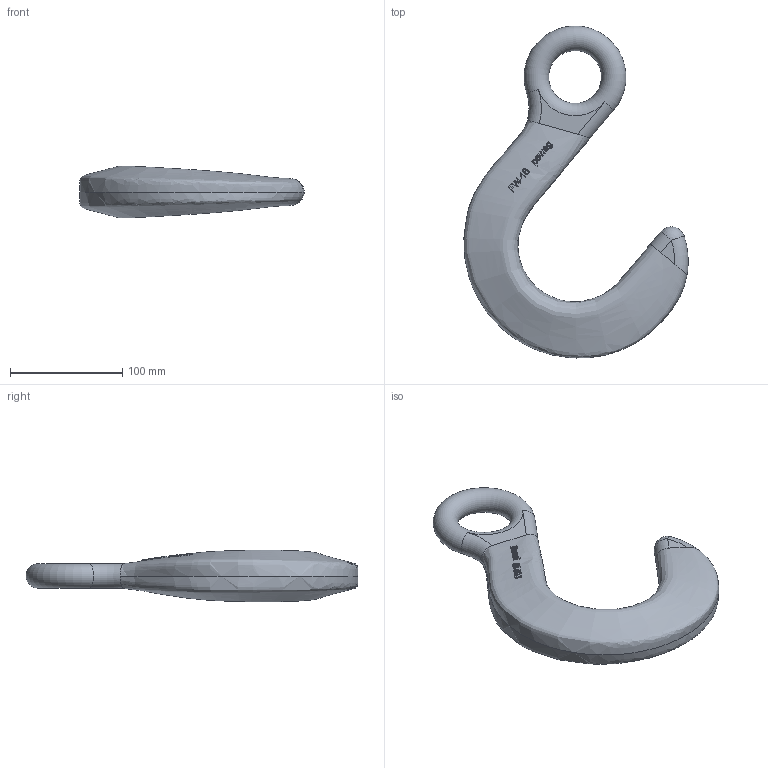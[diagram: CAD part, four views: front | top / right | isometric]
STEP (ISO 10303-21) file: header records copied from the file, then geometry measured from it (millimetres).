
FILE_DESCRIPTION(/* description */ (''),/* implementation_level */ '2;1');
FILE_NAME(/* name */ 'pewag_FW_16',/* time_stamp */ '2010-01-25T12:14:20+01:00',/* author */ (''),/* organization */ (''),/* preprocessor_version */ 'ST-DEVELOPER v9',/* originating_system */ 'UGS - NX 4.0',/* authorisation */ '');
FILE_SCHEMA (('AUTOMOTIVE_DESIGN { 1 0 10303 214 1 1 1 1 }'));
Length unit declared in the file: millimetre
Products named in the file (1): rit415Fsg0u
Bounding box: 199.98 x 296.04 x 46.09 mm (x, y, z)
Volume: 648235.6 mm3; surface area: 70113.5 mm2
Topology: 1 solids, 1 shells, 172 faces, 470 edges, 311 vertices
Faces by surface type: extrusion 90, plane 60, bspline 16, torus 3, cylinder 2, sphere 1
Entity records: 20058 total; most frequent: CARTESIAN_POINT 16339, ORIENTED_EDGE 932, EDGE_CURVE 466, B_SPLINE_CURVE_WITH_KNOTS 396, DIRECTION 394, VERTEX_POINT 310, VECTOR 240, EDGE_LOOP 186
